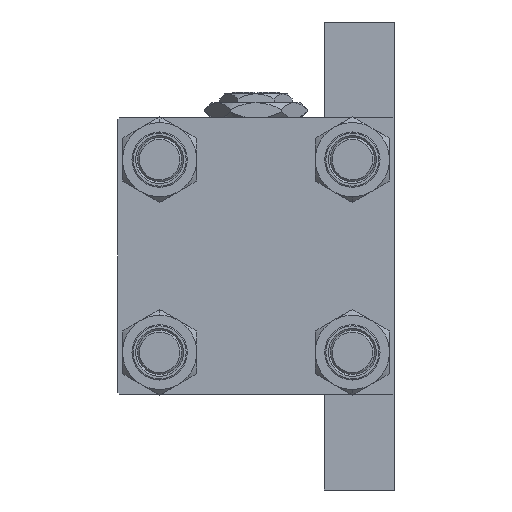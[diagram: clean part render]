
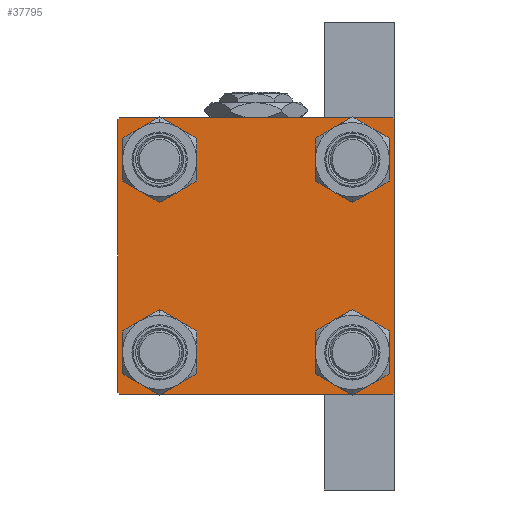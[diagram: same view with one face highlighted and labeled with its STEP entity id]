
A CAD part, left-side view. The second image highlights one B-rep face of the part: STEP entity #37795.
In plain terms, the highlighted planar face has unit normal (-1, 0, 0).
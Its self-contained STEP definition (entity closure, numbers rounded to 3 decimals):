
#75 = CARTESIAN_POINT ( 'NONE',  ( 0., 0., 0. ) ) ;
#158 = AXIS2_PLACEMENT_3D ( 'NONE', #75, #23588, #4164 ) ;
#289 = CARTESIAN_POINT ( 'NONE',  ( 0., 26.15, 32.65 ) ) ;
#899 = VECTOR ( 'NONE', #22870, 1000. ) ;
#1955 = LINE ( 'NONE', #34099, #41470 ) ;
#2127 = DIRECTION ( 'NONE',  ( 0., 0., 1. ) ) ;
#2873 = DIRECTION ( 'NONE',  ( 0., 0., 1. ) ) ;
#2928 = DIRECTION ( 'NONE',  ( 0., -0.707, -0.707 ) ) ;
#3076 = ORIENTED_EDGE ( 'NONE', *, *, #33109, .F. ) ;
#3091 = VERTEX_POINT ( 'NONE', #49308 ) ;
#3763 = EDGE_LOOP ( 'NONE', ( #46289, #9794 ) ) ;
#4164 = DIRECTION ( 'NONE',  ( 0., 0., 1. ) ) ;
#4546 = LINE ( 'NONE', #32637, #24389 ) ;
#4595 = EDGE_CURVE ( 'NONE', #37754, #46645, #20180, .T. ) ;
#5019 = VERTEX_POINT ( 'NONE', #31260 ) ;
#5652 = VECTOR ( 'NONE', #20257, 1000. ) ;
#5663 = AXIS2_PLACEMENT_3D ( 'NONE', #23782, #12024, #43237 ) ;
#5693 = CIRCLE ( 'NONE', #34276, 6.5 ) ;
#5885 = EDGE_CURVE ( 'NONE', #43028, #5019, #1955, .T. ) ;
#6164 = VERTEX_POINT ( 'NONE', #34532 ) ;
#6287 = CARTESIAN_POINT ( 'NONE',  ( 0., -37., -37.5 ) ) ;
#7202 = EDGE_CURVE ( 'NONE', #10652, #43828, #26013, .T. ) ;
#7402 = CIRCLE ( 'NONE', #9017, 6.5 ) ;
#7855 = DIRECTION ( 'NONE',  ( 1., 0., 0. ) ) ;
#8065 = DIRECTION ( 'NONE',  ( 0., 0.707, 0.707 ) ) ;
#8206 = LINE ( 'NONE', #12040, #19515 ) ;
#8256 = FACE_BOUND ( 'NONE', #3763, .T. ) ;
#8666 = EDGE_CURVE ( 'NONE', #17413, #3091, #46668, .T. ) ;
#8725 = DIRECTION ( 'NONE',  ( 0., 0., 1. ) ) ;
#9017 = AXIS2_PLACEMENT_3D ( 'NONE', #42899, #7855, #39051 ) ;
#9216 = CARTESIAN_POINT ( 'NONE',  ( 0., 37.5, -37. ) ) ;
#9629 = ORIENTED_EDGE ( 'NONE', *, *, #8666, .T. ) ;
#9742 = CIRCLE ( 'NONE', #5663, 6.5 ) ;
#9794 = ORIENTED_EDGE ( 'NONE', *, *, #4595, .T. ) ;
#10142 = EDGE_CURVE ( 'NONE', #49290, #30538, #22920, .T. ) ;
#10560 = ORIENTED_EDGE ( 'NONE', *, *, #40152, .T. ) ;
#10652 = VERTEX_POINT ( 'NONE', #30847 ) ;
#11430 = VERTEX_POINT ( 'NONE', #36221 ) ;
#11581 = EDGE_CURVE ( 'NONE', #43028, #35507, #42329, .T. ) ;
#11830 = EDGE_CURVE ( 'NONE', #43828, #10652, #49082, .T. ) ;
#12024 = DIRECTION ( 'NONE',  ( 1., 0., 0. ) ) ;
#12040 = CARTESIAN_POINT ( 'NONE',  ( 0., -37.25, -37.25 ) ) ;
#12112 = ORIENTED_EDGE ( 'NONE', *, *, #38598, .T. ) ;
#12661 = LINE ( 'NONE', #28240, #20404 ) ;
#12898 = CARTESIAN_POINT ( 'NONE',  ( 0., 37.5, 37. ) ) ;
#13039 = VECTOR ( 'NONE', #44493, 1000. ) ;
#14287 = CARTESIAN_POINT ( 'NONE',  ( 0., -37.5, 37. ) ) ;
#14300 = DIRECTION ( 'NONE',  ( 1., 0., 0. ) ) ;
#16432 = FACE_BOUND ( 'NONE', #49088, .T. ) ;
#16652 = CARTESIAN_POINT ( 'NONE',  ( 0., 26.15, -26.15 ) ) ;
#17413 = VERTEX_POINT ( 'NONE', #9216 ) ;
#17426 = CARTESIAN_POINT ( 'NONE',  ( 0., -37.5, 37.5 ) ) ;
#18263 = ORIENTED_EDGE ( 'NONE', *, *, #40288, .T. ) ;
#19515 = VECTOR ( 'NONE', #24791, 1000. ) ;
#19712 = EDGE_CURVE ( 'NONE', #6164, #40920, #45329, .T. ) ;
#19782 = CARTESIAN_POINT ( 'NONE',  ( 0., 37., 37.5 ) ) ;
#20180 = CIRCLE ( 'NONE', #47277, 6.5 ) ;
#20257 = DIRECTION ( 'NONE',  ( 0., 0., -1. ) ) ;
#20404 = VECTOR ( 'NONE', #8065, 1000. ) ;
#20685 = ORIENTED_EDGE ( 'NONE', *, *, #11581, .T. ) ;
#20924 = ORIENTED_EDGE ( 'NONE', *, *, #7202, .T. ) ;
#22233 = DIRECTION ( 'NONE',  ( 1., 0., 0. ) ) ;
#22870 = DIRECTION ( 'NONE',  ( 0., 0.707, -0.707 ) ) ;
#22920 = CIRCLE ( 'NONE', #42556, 6.5 ) ;
#23238 = AXIS2_PLACEMENT_3D ( 'NONE', #29974, #37140, #2873 ) ;
#23588 = DIRECTION ( 'NONE',  ( -1., 0., 0. ) ) ;
#23782 = CARTESIAN_POINT ( 'NONE',  ( 0., 26.15, 26.15 ) ) ;
#24101 = FACE_BOUND ( 'NONE', #42337, .T. ) ;
#24389 = VECTOR ( 'NONE', #44195, 1000. ) ;
#24791 = DIRECTION ( 'NONE',  ( 0., -0.707, 0.707 ) ) ;
#26012 = EDGE_LOOP ( 'NONE', ( #44702, #37488 ) ) ;
#26013 = CIRCLE ( 'NONE', #45622, 6.5 ) ;
#26673 = ORIENTED_EDGE ( 'NONE', *, *, #5885, .F. ) ;
#27865 = AXIS2_PLACEMENT_3D ( 'NONE', #37160, #34764, #2127 ) ;
#28115 = LINE ( 'NONE', #28853, #13039 ) ;
#28240 = CARTESIAN_POINT ( 'NONE',  ( 0., -37.25, 37.25 ) ) ;
#28853 = CARTESIAN_POINT ( 'NONE',  ( 0., 37.5, 37.5 ) ) ;
#28887 = ORIENTED_EDGE ( 'NONE', *, *, #37023, .T. ) ;
#29889 = DIRECTION ( 'NONE',  ( 0., 0., 1. ) ) ;
#29974 = CARTESIAN_POINT ( 'NONE',  ( 0., 26.15, -26.15 ) ) ;
#30538 = VERTEX_POINT ( 'NONE', #289 ) ;
#30748 = DIRECTION ( 'NONE',  ( 0., -1., 0. ) ) ;
#30847 = CARTESIAN_POINT ( 'NONE',  ( 0., -26.15, 19.65 ) ) ;
#31188 = ORIENTED_EDGE ( 'NONE', *, *, #40947, .T. ) ;
#31260 = CARTESIAN_POINT ( 'NONE',  ( 0., -37., 37.5 ) ) ;
#31262 = PLANE ( 'NONE',  #158 ) ;
#31772 = FACE_BOUND ( 'NONE', #26012, .T. ) ;
#31996 = DIRECTION ( 'NONE',  ( 1., 0., 0. ) ) ;
#32155 = ORIENTED_EDGE ( 'NONE', *, *, #10142, .T. ) ;
#32637 = CARTESIAN_POINT ( 'NONE',  ( 0., 37.5, -37.5 ) ) ;
#33109 = EDGE_CURVE ( 'NONE', #36239, #11430, #36865, .T. ) ;
#33518 = CARTESIAN_POINT ( 'NONE',  ( 0., -26.15, -19.65 ) ) ;
#34099 = CARTESIAN_POINT ( 'NONE',  ( 0., 37.5, 37.5 ) ) ;
#34276 = AXIS2_PLACEMENT_3D ( 'NONE', #16652, #31996, #8725 ) ;
#34375 = CARTESIAN_POINT ( 'NONE',  ( 0., 37.25, -37.25 ) ) ;
#34532 = CARTESIAN_POINT ( 'NONE',  ( 0., 26.15, -32.65 ) ) ;
#34668 = EDGE_LOOP ( 'NONE', ( #18263, #9629, #12112, #28887, #3076, #31188, #26673, #20685 ) ) ;
#34764 = DIRECTION ( 'NONE',  ( 1., 0., 0. ) ) ;
#35372 = FACE_OUTER_BOUND ( 'NONE', #34668, .T. ) ;
#35507 = VERTEX_POINT ( 'NONE', #12898 ) ;
#35673 = DIRECTION ( 'NONE',  ( 0., 0., 1. ) ) ;
#35929 = CARTESIAN_POINT ( 'NONE',  ( 0., 26.15, -19.65 ) ) ;
#36221 = CARTESIAN_POINT ( 'NONE',  ( 0., -37.5, -37. ) ) ;
#36239 = VERTEX_POINT ( 'NONE', #14287 ) ;
#36609 = CARTESIAN_POINT ( 'NONE',  ( 0., 26.15, 19.65 ) ) ;
#36865 = LINE ( 'NONE', #17426, #5652 ) ;
#37023 = EDGE_CURVE ( 'NONE', #49964, #11430, #8206, .T. ) ;
#37140 = DIRECTION ( 'NONE',  ( 1., 0., 0. ) ) ;
#37160 = CARTESIAN_POINT ( 'NONE',  ( 0., -26.15, 26.15 ) ) ;
#37327 = CARTESIAN_POINT ( 'NONE',  ( 0., 26.15, 26.15 ) ) ;
#37488 = ORIENTED_EDGE ( 'NONE', *, *, #19712, .T. ) ;
#37754 = VERTEX_POINT ( 'NONE', #49704 ) ;
#37795 = ADVANCED_FACE ( 'NONE', ( #16432, #8256, #31772, #24101, #35372 ), #31262, .T. ) ;
#38598 = EDGE_CURVE ( 'NONE', #3091, #49964, #4546, .T. ) ;
#39051 = DIRECTION ( 'NONE',  ( 0., 0., 1. ) ) ;
#39760 = CARTESIAN_POINT ( 'NONE',  ( 0., -26.15, -26.15 ) ) ;
#40152 = EDGE_CURVE ( 'NONE', #30538, #49290, #9742, .T. ) ;
#40288 = EDGE_CURVE ( 'NONE', #35507, #17413, #28115, .T. ) ;
#40886 = ORIENTED_EDGE ( 'NONE', *, *, #11830, .T. ) ;
#40920 = VERTEX_POINT ( 'NONE', #35929 ) ;
#40947 = EDGE_CURVE ( 'NONE', #36239, #5019, #12661, .T. ) ;
#41470 = VECTOR ( 'NONE', #30748, 1000. ) ;
#42329 = LINE ( 'NONE', #43103, #899 ) ;
#42337 = EDGE_LOOP ( 'NONE', ( #10560, #32155 ) ) ;
#42556 = AXIS2_PLACEMENT_3D ( 'NONE', #37327, #22233, #46039 ) ;
#42899 = CARTESIAN_POINT ( 'NONE',  ( 0., -26.15, -26.15 ) ) ;
#43028 = VERTEX_POINT ( 'NONE', #19782 ) ;
#43103 = CARTESIAN_POINT ( 'NONE',  ( 0., 37.25, 37.25 ) ) ;
#43237 = DIRECTION ( 'NONE',  ( 0., 0., 1. ) ) ;
#43828 = VERTEX_POINT ( 'NONE', #49173 ) ;
#44021 = EDGE_CURVE ( 'NONE', #40920, #6164, #5693, .T. ) ;
#44195 = DIRECTION ( 'NONE',  ( 0., -1., 0. ) ) ;
#44493 = DIRECTION ( 'NONE',  ( 0., 0., -1. ) ) ;
#44702 = ORIENTED_EDGE ( 'NONE', *, *, #44021, .T. ) ;
#45329 = CIRCLE ( 'NONE', #23238, 6.5 ) ;
#45622 = AXIS2_PLACEMENT_3D ( 'NONE', #48836, #14300, #29889 ) ;
#46039 = DIRECTION ( 'NONE',  ( 0., 0., 1. ) ) ;
#46184 = EDGE_CURVE ( 'NONE', #46645, #37754, #7402, .T. ) ;
#46289 = ORIENTED_EDGE ( 'NONE', *, *, #46184, .T. ) ;
#46645 = VERTEX_POINT ( 'NONE', #33518 ) ;
#46668 = LINE ( 'NONE', #34375, #49731 ) ;
#47277 = AXIS2_PLACEMENT_3D ( 'NONE', #39760, #47706, #35673 ) ;
#47706 = DIRECTION ( 'NONE',  ( 1., 0., 0. ) ) ;
#48836 = CARTESIAN_POINT ( 'NONE',  ( 0., -26.15, 26.15 ) ) ;
#49082 = CIRCLE ( 'NONE', #27865, 6.5 ) ;
#49088 = EDGE_LOOP ( 'NONE', ( #40886, #20924 ) ) ;
#49173 = CARTESIAN_POINT ( 'NONE',  ( 0., -26.15, 32.65 ) ) ;
#49290 = VERTEX_POINT ( 'NONE', #36609 ) ;
#49308 = CARTESIAN_POINT ( 'NONE',  ( 0., 37., -37.5 ) ) ;
#49704 = CARTESIAN_POINT ( 'NONE',  ( 0., -26.15, -32.65 ) ) ;
#49731 = VECTOR ( 'NONE', #2928, 1000. ) ;
#49964 = VERTEX_POINT ( 'NONE', #6287 ) ;
